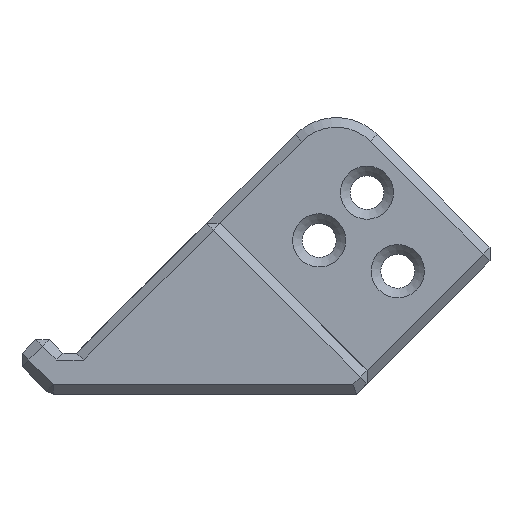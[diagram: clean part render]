
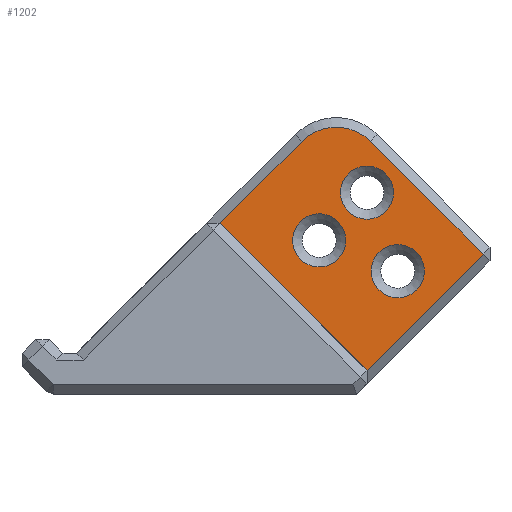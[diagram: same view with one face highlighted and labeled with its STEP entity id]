
A CAD part, front view. The second image highlights one B-rep face of the part: STEP entity #1202.
In plain terms, the highlighted planar face has unit normal (0, -1, 0).
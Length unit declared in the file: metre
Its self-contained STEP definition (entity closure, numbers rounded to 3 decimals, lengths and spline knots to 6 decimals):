
#31=CIRCLE('',#1301,0.00275);
#32=CIRCLE('',#1302,0.00275);
#33=CIRCLE('',#1303,0.00275);
#34=CIRCLE('',#1304,0.005);
#91=B_SPLINE_CURVE_WITH_KNOTS('',3,(#5052,#5053,#5054,#5055,#5056,#5057,
#5058,#5059,#5060,#5061,#5062),.UNSPECIFIED.,.F.,.F.,(4,1,1,1,1,1,1,1,4),
(0.,0.25,0.375,0.4375,0.5,0.5625,0.625,0.75,1.),.UNSPECIFIED.);
#195=ORIENTED_EDGE('',*,*,#529,.T.);
#196=ORIENTED_EDGE('',*,*,#530,.T.);
#197=ORIENTED_EDGE('',*,*,#531,.T.);
#198=ORIENTED_EDGE('',*,*,#532,.T.);
#199=ORIENTED_EDGE('',*,*,#533,.T.);
#200=ORIENTED_EDGE('',*,*,#534,.T.);
#201=ORIENTED_EDGE('',*,*,#535,.T.);
#202=ORIENTED_EDGE('',*,*,#446,.F.);
#203=ORIENTED_EDGE('',*,*,#536,.T.);
#204=ORIENTED_EDGE('',*,*,#537,.T.);
#446=EDGE_CURVE('',#617,#618,#720,.T.);
#529=EDGE_CURVE('',#692,#692,#31,.F.);
#530=EDGE_CURVE('',#693,#693,#32,.F.);
#531=EDGE_CURVE('',#694,#694,#33,.F.);
#532=EDGE_CURVE('',#695,#696,#34,.T.);
#533=EDGE_CURVE('',#696,#697,#763,.T.);
#534=EDGE_CURVE('',#697,#698,#764,.T.);
#535=EDGE_CURVE('',#698,#618,#91,.T.);
#536=EDGE_CURVE('',#617,#699,#765,.T.);
#537=EDGE_CURVE('',#699,#695,#766,.T.);
#617=VERTEX_POINT('',#1644);
#618=VERTEX_POINT('',#1645);
#692=VERTEX_POINT('',#5040);
#693=VERTEX_POINT('',#5042);
#694=VERTEX_POINT('',#5044);
#695=VERTEX_POINT('',#5046);
#696=VERTEX_POINT('',#5047);
#697=VERTEX_POINT('',#5049);
#698=VERTEX_POINT('',#5051);
#699=VERTEX_POINT('',#5064);
#720=LINE('',#1643,#828);
#763=LINE('',#5048,#871);
#764=LINE('',#5050,#872);
#765=LINE('',#5063,#873);
#766=LINE('',#5065,#874);
#828=VECTOR('',#1365,1.);
#871=VECTOR('',#1464,1.);
#872=VECTOR('',#1465,1.);
#873=VECTOR('',#1466,1.);
#874=VECTOR('',#1467,1.);
#962=EDGE_LOOP('',(#195));
#963=EDGE_LOOP('',(#196));
#964=EDGE_LOOP('',(#197));
#965=EDGE_LOOP('',(#198,#199,#200,#201,#202,#203,#204));
#1060=FACE_BOUND('',#962,.T.);
#1061=FACE_BOUND('',#963,.T.);
#1062=FACE_BOUND('',#964,.T.);
#1063=FACE_BOUND('',#965,.T.);
#1139=PLANE('',#1300);
#1202=ADVANCED_FACE('',(#1060,#1061,#1062,#1063),#1139,.T.);
#1300=AXIS2_PLACEMENT_3D('',#5038,#1454,#1455);
#1301=AXIS2_PLACEMENT_3D('',#5039,#1456,#1457);
#1302=AXIS2_PLACEMENT_3D('',#5041,#1458,#1459);
#1303=AXIS2_PLACEMENT_3D('',#5043,#1460,#1461);
#1304=AXIS2_PLACEMENT_3D('',#5045,#1462,#1463);
#1365=DIRECTION('',(-0.707,0.,0.707));
#1454=DIRECTION('',(0.,-1.,0.));
#1455=DIRECTION('',(0.707,0.,-0.707));
#1456=DIRECTION('',(0.,-1.,0.));
#1457=DIRECTION('',(0.707,0.,-0.707));
#1458=DIRECTION('',(0.,-1.,0.));
#1459=DIRECTION('',(0.707,0.,-0.707));
#1460=DIRECTION('',(0.,-1.,0.));
#1461=DIRECTION('',(0.707,0.,-0.707));
#1462=DIRECTION('',(0.,-1.,0.));
#1463=DIRECTION('',(0.707,0.,-0.707));
#1464=DIRECTION('',(-0.707,0.,-0.707));
#1465=DIRECTION('',(0.998,0.,-0.058));
#1466=DIRECTION('',(0.707,0.,0.707));
#1467=DIRECTION('',(-0.707,0.,0.707));
#1643=CARTESIAN_POINT('',(-0.002157,0.0205,0.009192));
#1644=CARTESIAN_POINT('',(0.004561,0.0205,0.002475));
#1645=CARTESIAN_POINT('',(-0.002075,0.0205,0.009111));
#5038=CARTESIAN_POINT('',(-0.005869,0.0205,0.007248));
#5039=CARTESIAN_POINT('',(-0.000389,0.0205,0.01591));
#5040=CARTESIAN_POINT('',(0.001555,0.0205,0.013965));
#5041=CARTESIAN_POINT('',(0.007743,0.0205,0.012728));
#5042=CARTESIAN_POINT('',(0.009687,0.0205,0.010783));
#5043=CARTESIAN_POINT('',(0.004561,0.0205,0.02086));
#5044=CARTESIAN_POINT('',(0.006505,0.0205,0.018915));
#5045=CARTESIAN_POINT('',(0.001379,0.0205,0.022627));
#5046=CARTESIAN_POINT('',(0.004914,0.0205,0.026163));
#5047=CARTESIAN_POINT('',(-0.002157,0.0205,0.026163));
#5048=CARTESIAN_POINT('',(-0.013471,0.0205,0.014849));
#5049=CARTESIAN_POINT('',(-0.014746,0.0205,0.013573));
#5050=CARTESIAN_POINT('',(-0.06769,0.0205,0.016628));
#5051=CARTESIAN_POINT('',(-0.007536,0.0205,0.013158));
#5052=CARTESIAN_POINT('',(-0.007536,0.0205,0.013158));
#5053=CARTESIAN_POINT('',(-0.007156,0.0205,0.012814));
#5054=CARTESIAN_POINT('',(-0.006543,0.0205,0.012292));
#5055=CARTESIAN_POINT('',(-0.005738,0.0205,0.011661));
#5056=CARTESIAN_POINT('',(-0.005266,0.0205,0.011305));
#5057=CARTESIAN_POINT('',(-0.004867,0.0205,0.011011));
#5058=CARTESIAN_POINT('',(-0.004588,0.0205,0.01081));
#5059=CARTESIAN_POINT('',(-0.004152,0.0205,0.010501));
#5060=CARTESIAN_POINT('',(-0.003367,0.0205,0.009959));
#5061=CARTESIAN_POINT('',(-0.002611,0.0205,0.009458));
#5062=CARTESIAN_POINT('',(-0.002075,0.0205,0.009111));
#5063=CARTESIAN_POINT('',(0.001732,0.0205,-0.000354));
#5064=CARTESIAN_POINT('',(0.016581,0.0205,0.014496));
#5065=CARTESIAN_POINT('',(0.004914,0.0205,0.026163));
